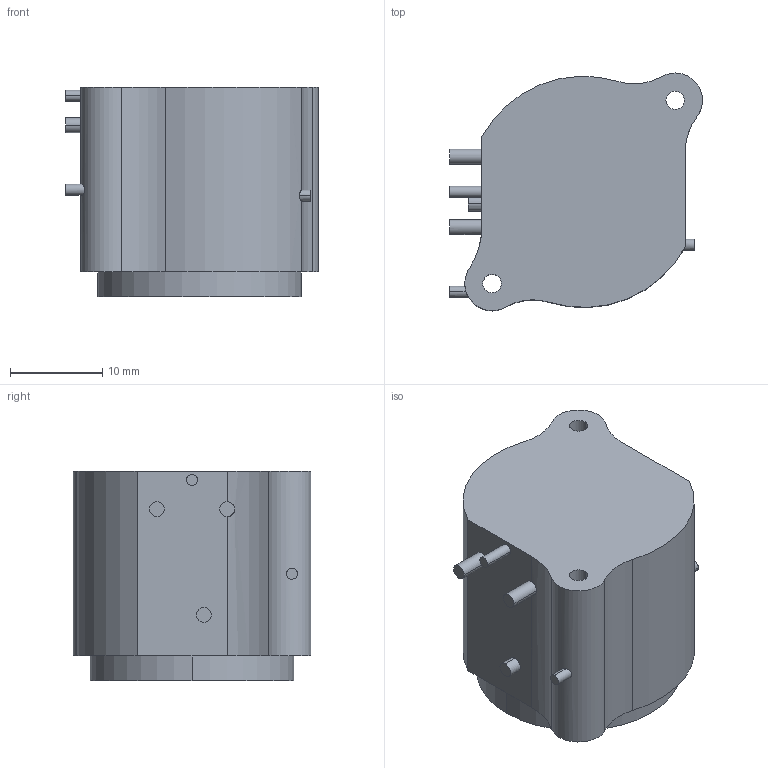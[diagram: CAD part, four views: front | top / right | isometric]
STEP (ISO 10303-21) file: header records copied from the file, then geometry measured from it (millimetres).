
FILE_DESCRIPTION((''),'2;1');
FILE_NAME('D-NC3FAHL1','2012-03-09T',('phk'),(''),'PRO/ENGINEER BY PARAMETRIC TECHNOLOGY CORPORATION, 2011080','PRO/ENGINEER BY PARAMETRIC TECHNOLOGY CORPORATION, 2011080','');
FILE_SCHEMA(('AUTOMOTIVE_DESIGN_CC2 { 1 2 10303 214 -1 1 5 2 }'));
Length unit declared in the file: millimetre
Products named in the file (1): D-NC3FAHL1
Bounding box: 27.35 x 25.7 x 22.7 mm (x, y, z)
Volume: 9791.5 mm3; surface area: 5059.4 mm2
Topology: 1 solids, 1 shells, 53 faces, 122 edges, 80 vertices
Faces by surface type: cylinder 36, plane 17
Entity records: 2185 total; most frequent: CARTESIAN_POINT 312, DIRECTION 292, ORIENTED_EDGE 244, COLOUR_RGB 209, AXIS2_PLACEMENT_3D 123, PRESENTATION_STYLE_ASSIGNMENT 123, STYLED_ITEM 123, CURVE_STYLE 122
